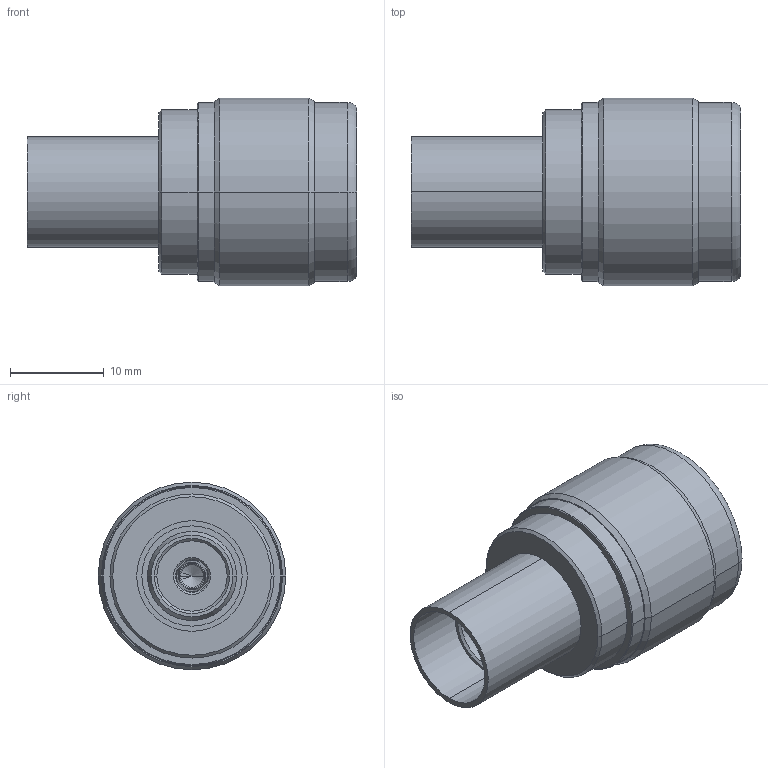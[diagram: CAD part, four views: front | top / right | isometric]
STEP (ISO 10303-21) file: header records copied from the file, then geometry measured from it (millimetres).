
FILE_DESCRIPTION (( 'STEP AP203' ), '1' );
FILE_NAME ('ANM-1420.STEP', '2014-09-23T16:24:30', ( 'x' ), ( '' ), 'SwSTEP 2.0', 'SolidWorks 2014', '' );
FILE_SCHEMA (( 'CONFIG_CONTROL_DESIGN' ));
Length unit declared in the file: inch
Products named in the file (4): ANM-1420; ANM-1420-MA1; ANM-1420-MA2; ANM-1420-MA3
Assembly tree (3 placements, depth 2):
  ANM-1420
    ANM-1420-MA1
    ANM-1420-MA2
    ANM-1420-MA3
Bounding box: 35.1 x 20 x 20 mm (x, y, z)
Volume: 4713.6 mm3; surface area: 5011.7 mm2
Topology: 3 solids, 3 shells, 153 faces, 340 edges, 204 vertices
Faces by surface type: cone 60, plane 45, cylinder 44, torus 2, sphere 2
Entity records: 4748 total; most frequent: CARTESIAN_POINT 869, DIRECTION 798, ORIENTED_EDGE 676, EDGE_CURVE 338, AXIS2_PLACEMENT_3D 333, VERTEX_POINT 204, CIRCLE 174, EDGE_LOOP 170
